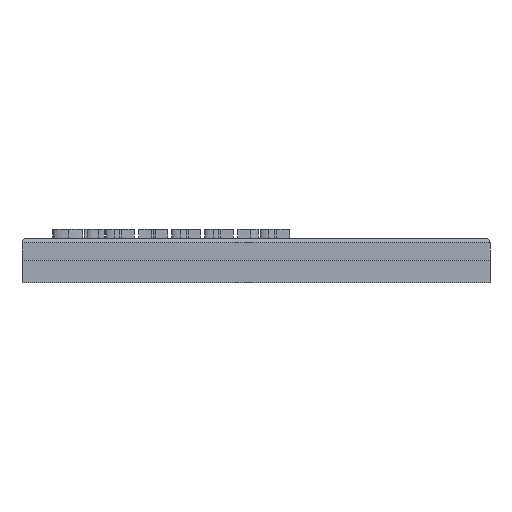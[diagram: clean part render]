
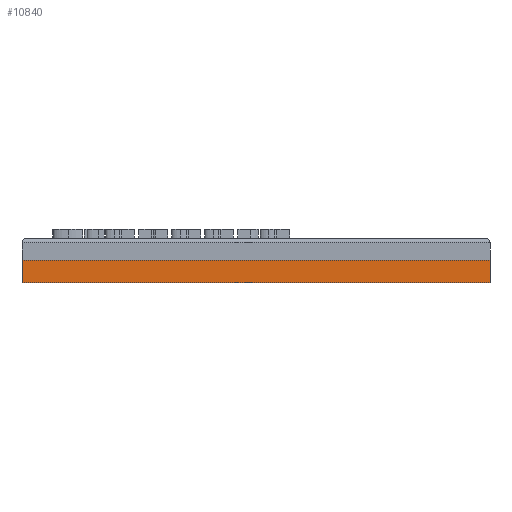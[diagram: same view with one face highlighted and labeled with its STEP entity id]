
A CAD part, front view. The second image highlights one B-rep face of the part: STEP entity #10840.
In plain terms, the highlighted planar face has unit normal (0, -1, 0).
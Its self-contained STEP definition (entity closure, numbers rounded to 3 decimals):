
#594 = VERTEX_POINT ( 'NONE', #6165 ) ;
#823 = EDGE_CURVE ( 'NONE', #7037, #594, #10774, .T. ) ;
#848 = VECTOR ( 'NONE', #10648, 1000. ) ;
#1070 = ORIENTED_EDGE ( 'NONE', *, *, #5065, .F. ) ;
#1143 = CARTESIAN_POINT ( 'NONE',  ( 82.836, -23.602, -5. ) ) ;
#1173 = CARTESIAN_POINT ( 'NONE',  ( 0., -23.602, -5. ) ) ;
#1298 = FACE_OUTER_BOUND ( 'NONE', #10728, .T. ) ;
#1428 = VECTOR ( 'NONE', #2418, 1000. ) ;
#1450 = CARTESIAN_POINT ( 'NONE',  ( 0., -23.602, 0. ) ) ;
#2371 = EDGE_CURVE ( 'NONE', #9019, #9944, #5207, .T. ) ;
#2418 = DIRECTION ( 'NONE',  ( -1., 0., 0. ) ) ;
#2481 = LINE ( 'NONE', #6238, #10056 ) ;
#2765 = ORIENTED_EDGE ( 'NONE', *, *, #823, .T. ) ;
#4027 = DIRECTION ( 'NONE',  ( 0., 1., 0. ) ) ;
#5065 = EDGE_CURVE ( 'NONE', #9944, #594, #2481, .T. ) ;
#5079 = DIRECTION ( 'NONE',  ( -1., 0., 0. ) ) ;
#5207 = LINE ( 'NONE', #7108, #1428 ) ;
#5484 = CARTESIAN_POINT ( 'NONE',  ( 82.836, -23.602, -5. ) ) ;
#6099 = CARTESIAN_POINT ( 'NONE',  ( -22.824, -23.602, -5. ) ) ;
#6165 = CARTESIAN_POINT ( 'NONE',  ( -22.824, -23.602, 0. ) ) ;
#6238 = CARTESIAN_POINT ( 'NONE',  ( -22.824, -23.602, -5. ) ) ;
#6353 = CARTESIAN_POINT ( 'NONE',  ( 82.836, -23.602, 0. ) ) ;
#6514 = LINE ( 'NONE', #1143, #848 ) ;
#6769 = ORIENTED_EDGE ( 'NONE', *, *, #7899, .T. ) ;
#7037 = VERTEX_POINT ( 'NONE', #6353 ) ;
#7108 = CARTESIAN_POINT ( 'NONE',  ( 0., -23.602, -5. ) ) ;
#7619 = VECTOR ( 'NONE', #10021, 1000. ) ;
#7899 = EDGE_CURVE ( 'NONE', #9019, #7037, #6514, .T. ) ;
#8885 = PLANE ( 'NONE',  #12093 ) ;
#9019 = VERTEX_POINT ( 'NONE', #5484 ) ;
#9944 = VERTEX_POINT ( 'NONE', #6099 ) ;
#10021 = DIRECTION ( 'NONE',  ( -1., 0., 0. ) ) ;
#10056 = VECTOR ( 'NONE', #11605, 1000. ) ;
#10648 = DIRECTION ( 'NONE',  ( 0., 0., 1. ) ) ;
#10728 = EDGE_LOOP ( 'NONE', ( #2765, #1070, #11119, #6769 ) ) ;
#10774 = LINE ( 'NONE', #1450, #7619 ) ;
#10840 = ADVANCED_FACE ( 'NONE', ( #1298 ), #8885, .F. ) ;
#11119 = ORIENTED_EDGE ( 'NONE', *, *, #2371, .F. ) ;
#11605 = DIRECTION ( 'NONE',  ( 0., 0., 1. ) ) ;
#12093 = AXIS2_PLACEMENT_3D ( 'NONE', #1173, #4027, #5079 ) ;
